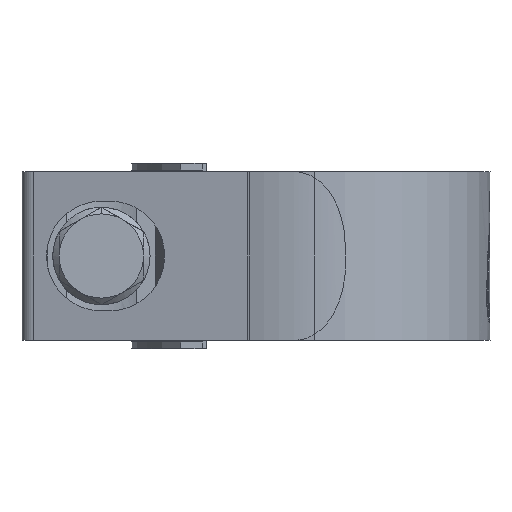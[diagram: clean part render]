
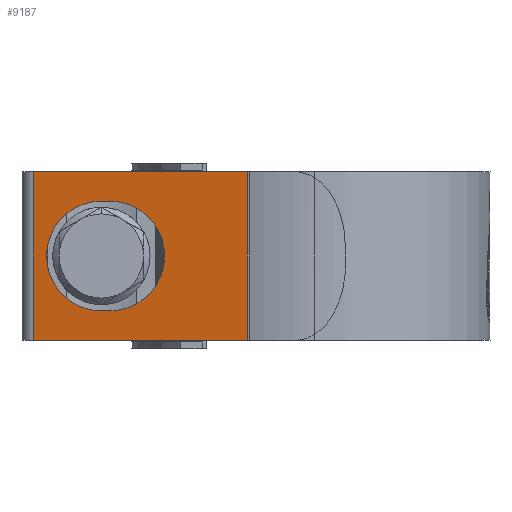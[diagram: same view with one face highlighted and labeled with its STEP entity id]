
A CAD part, left-side view. The second image highlights one B-rep face of the part: STEP entity #9187.
In plain terms, the highlighted planar face has unit normal (-0.977, 0.214, 0).
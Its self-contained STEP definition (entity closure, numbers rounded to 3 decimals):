
#32 = VERTEX_POINT ( 'NONE', #6560 ) ;
#987 =( BOUNDED_CURVE ( )  B_SPLINE_CURVE ( 3, ( #19512, #8920, #3663, #22219 ),
 .UNSPECIFIED., .F., .F. ) 
 B_SPLINE_CURVE_WITH_KNOTS ( ( 4, 4 ),
 ( 4.712, 7.854 ),
 .UNSPECIFIED. ) 
 CURVE ( )  GEOMETRIC_REPRESENTATION_ITEM ( )  RATIONAL_B_SPLINE_CURVE ( ( 1., 0.333, 0.333, 1. ) ) 
 REPRESENTATION_ITEM ( '' )  );
#1668 = LINE ( 'NONE', #31191, #8869 ) ;
#3663 = CARTESIAN_POINT ( 'NONE',  ( -19.475, 11.305, 6.5 ) ) ;
#4245 = ORIENTED_EDGE ( 'NONE', *, *, #31434, .F. ) ;
#4542 = DIRECTION ( 'NONE',  ( 0.214, 0.977, 0. ) ) ;
#4684 = EDGE_LOOP ( 'NONE', ( #29379, #34727, #7831, #4245 ) ) ;
#5034 = ORIENTED_EDGE ( 'NONE', *, *, #11171, .T. ) ;
#5965 = DIRECTION ( 'NONE',  ( -0.214, -0.977, 0. ) ) ;
#6560 = CARTESIAN_POINT ( 'NONE',  ( -20.202, 7.988, 10. ) ) ;
#7519 = CARTESIAN_POINT ( 'NONE',  ( -14.641, 33.389, 10. ) ) ;
#7712 =( BOUNDED_CURVE ( )  B_SPLINE_CURVE ( 3, ( #25592, #33867, #28651, #11773 ),
 .UNSPECIFIED., .F., .T. ) 
 B_SPLINE_CURVE_WITH_KNOTS ( ( 4, 4 ),
 ( 1.571, 4.712 ),
 .UNSPECIFIED. ) 
 CURVE ( )  GEOMETRIC_REPRESENTATION_ITEM ( )  RATIONAL_B_SPLINE_CURVE ( ( 1., 0.333, 0.333, 1. ) ) 
 REPRESENTATION_ITEM ( '' )  );
#7831 = ORIENTED_EDGE ( 'NONE', *, *, #16488, .F. ) ;
#8241 = VERTEX_POINT ( 'NONE', #9094 ) ;
#8784 = VERTEX_POINT ( 'NONE', #25789 ) ;
#8841 = CARTESIAN_POINT ( 'NONE',  ( -16.629, 24.305, -6.5 ) ) ;
#8869 = VECTOR ( 'NONE', #28504, 1000. ) ;
#8920 = CARTESIAN_POINT ( 'NONE',  ( -19.475, 11.305, -6.5 ) ) ;
#8953 = EDGE_CURVE ( 'NONE', #27710, #32, #1668, .T. ) ;
#9094 = CARTESIAN_POINT ( 'NONE',  ( -16.41, 25.305, -6.5 ) ) ;
#9187 = ADVANCED_FACE ( 'NONE', ( #21283, #19112 ), #27224, .F. ) ;
#9349 = ORIENTED_EDGE ( 'NONE', *, *, #8953, .F. ) ;
#9486 = VECTOR ( 'NONE', #24583, 1000. ) ;
#9637 = EDGE_CURVE ( 'NONE', #32, #24511, #28467, .T. ) ;
#10252 = EDGE_CURVE ( 'NONE', #35077, #18990, #987, .T. ) ;
#11151 = VECTOR ( 'NONE', #23238, 1000. ) ;
#11171 = EDGE_CURVE ( 'NONE', #8784, #24511, #24491, .T. ) ;
#11395 = VECTOR ( 'NONE', #26470, 1000. ) ;
#11773 = CARTESIAN_POINT ( 'NONE',  ( -16.41, 25.305, -6.5 ) ) ;
#12837 = CARTESIAN_POINT ( 'NONE',  ( -16.41, 25.305, 6.5 ) ) ;
#13815 = VERTEX_POINT ( 'NONE', #12837 ) ;
#14627 = CARTESIAN_POINT ( 'NONE',  ( -20.202, 7.988, 10. ) ) ;
#15129 = CARTESIAN_POINT ( 'NONE',  ( -20.202, 7.988, -10. ) ) ;
#16288 = DIRECTION ( 'NONE',  ( 0., 0., -1. ) ) ;
#16300 = AXIS2_PLACEMENT_3D ( 'NONE', #29572, #18576, #4542 ) ;
#16458 = CARTESIAN_POINT ( 'NONE',  ( -14.641, 33.389, 10. ) ) ;
#16488 = EDGE_CURVE ( 'NONE', #13815, #8241, #7712, .T. ) ;
#16696 = EDGE_CURVE ( 'NONE', #8241, #35077, #33696, .T. ) ;
#18576 = DIRECTION ( 'NONE',  ( 0.977, -0.214, 0. ) ) ;
#18990 = VERTEX_POINT ( 'NONE', #20875 ) ;
#19112 = FACE_BOUND ( 'NONE', #4684, .T. ) ;
#19512 = CARTESIAN_POINT ( 'NONE',  ( -16.629, 24.305, -6.5 ) ) ;
#19698 = CARTESIAN_POINT ( 'NONE',  ( -20.202, 7.988, 6.5 ) ) ;
#20875 = CARTESIAN_POINT ( 'NONE',  ( -16.629, 24.305, 6.5 ) ) ;
#21283 = FACE_OUTER_BOUND ( 'NONE', #21633, .T. ) ;
#21633 = EDGE_LOOP ( 'NONE', ( #5034, #26292, #9349, #29963 ) ) ;
#21777 = CARTESIAN_POINT ( 'NONE',  ( -20.202, 7.988, -10. ) ) ;
#21855 = LINE ( 'NONE', #16458, #27244 ) ;
#22219 = CARTESIAN_POINT ( 'NONE',  ( -16.629, 24.305, 6.5 ) ) ;
#23238 = DIRECTION ( 'NONE',  ( 0., 0., -1. ) ) ;
#23740 = CARTESIAN_POINT ( 'NONE',  ( -20.202, 7.988, -6.5 ) ) ;
#24491 = LINE ( 'NONE', #21777, #11395 ) ;
#24511 = VERTEX_POINT ( 'NONE', #15129 ) ;
#24583 = DIRECTION ( 'NONE',  ( 0.214, 0.977, 0. ) ) ;
#25592 = CARTESIAN_POINT ( 'NONE',  ( -16.41, 25.305, 6.5 ) ) ;
#25789 = CARTESIAN_POINT ( 'NONE',  ( -14.641, 33.389, -10. ) ) ;
#26292 = ORIENTED_EDGE ( 'NONE', *, *, #9637, .F. ) ;
#26470 = DIRECTION ( 'NONE',  ( -0.214, -0.977, 0. ) ) ;
#27224 = PLANE ( 'NONE',  #16300 ) ;
#27244 = VECTOR ( 'NONE', #16288, 1000. ) ;
#27710 = VERTEX_POINT ( 'NONE', #7519 ) ;
#28467 = LINE ( 'NONE', #14627, #11151 ) ;
#28504 = DIRECTION ( 'NONE',  ( -0.214, -0.977, 0. ) ) ;
#28651 = CARTESIAN_POINT ( 'NONE',  ( -13.564, 38.305, -6.5 ) ) ;
#28962 = EDGE_CURVE ( 'NONE', #27710, #8784, #21855, .T. ) ;
#29379 = ORIENTED_EDGE ( 'NONE', *, *, #10252, .F. ) ;
#29572 = CARTESIAN_POINT ( 'NONE',  ( -20.202, 7.988, 10. ) ) ;
#29963 = ORIENTED_EDGE ( 'NONE', *, *, #28962, .T. ) ;
#30690 = LINE ( 'NONE', #19698, #9486 ) ;
#31191 = CARTESIAN_POINT ( 'NONE',  ( -20.202, 7.988, 10. ) ) ;
#31434 = EDGE_CURVE ( 'NONE', #18990, #13815, #30690, .T. ) ;
#33696 = LINE ( 'NONE', #23740, #34576 ) ;
#33867 = CARTESIAN_POINT ( 'NONE',  ( -13.564, 38.305, 6.5 ) ) ;
#34576 = VECTOR ( 'NONE', #5965, 1000. ) ;
#34727 = ORIENTED_EDGE ( 'NONE', *, *, #16696, .F. ) ;
#35077 = VERTEX_POINT ( 'NONE', #8841 ) ;
